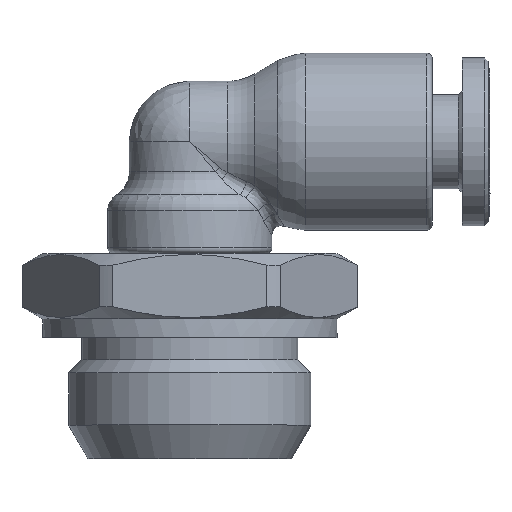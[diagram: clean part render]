
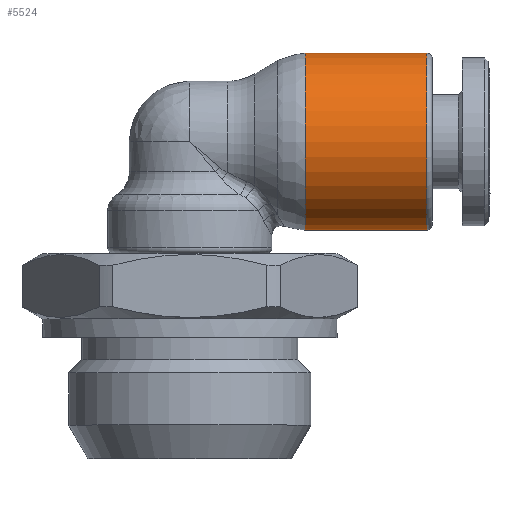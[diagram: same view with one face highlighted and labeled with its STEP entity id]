
A CAD part, top view. The second image highlights one B-rep face of the part: STEP entity #5524.
In plain terms, the highlighted cylindrical face has radius 4.75 mm (diameter 9.5 mm), a full revolution.
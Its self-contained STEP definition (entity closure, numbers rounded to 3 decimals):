
#125=CYLINDRICAL_SURFACE('',#5733,4.75);
#1983=ORIENTED_EDGE('',*,*,#2588,.T.);
#1984=ORIENTED_EDGE('',*,*,#2589,.T.);
#2588=EDGE_CURVE('',#2961,#2961,#3024,.T.);
#2589=EDGE_CURVE('',#2962,#2962,#3025,.T.);
#2961=VERTEX_POINT('',#11892);
#2962=VERTEX_POINT('',#11894);
#3024=CIRCLE('',#5734,4.75);
#3025=CIRCLE('',#5735,4.75);
#3272=EDGE_LOOP('',(#1983));
#3273=EDGE_LOOP('',(#1984));
#3552=FACE_BOUND('',#3272,.T.);
#3553=FACE_BOUND('',#3273,.T.);
#5524=ADVANCED_FACE('',(#3552,#3553),#125,.T.);
#5733=AXIS2_PLACEMENT_3D('',#11890,#6460,#6461);
#5734=AXIS2_PLACEMENT_3D('',#11891,#6462,#6463);
#5735=AXIS2_PLACEMENT_3D('',#11893,#6464,#6465);
#6460=DIRECTION('',(-1.,0.,0.));
#6461=DIRECTION('',(0.,0.,1.));
#6462=DIRECTION('',(1.,0.,0.));
#6463=DIRECTION('',(0.,0.,-1.));
#6464=DIRECTION('',(-1.,0.,0.));
#6465=DIRECTION('',(0.,0.,1.));
#11890=CARTESIAN_POINT('',(-3.45,0.,0.));
#11891=CARTESIAN_POINT('',(6.202,0.,0.));
#11892=CARTESIAN_POINT('',(6.202,0.,-4.75));
#11893=CARTESIAN_POINT('',(12.7,0.,0.));
#11894=CARTESIAN_POINT('',(12.7,0.,4.75));
